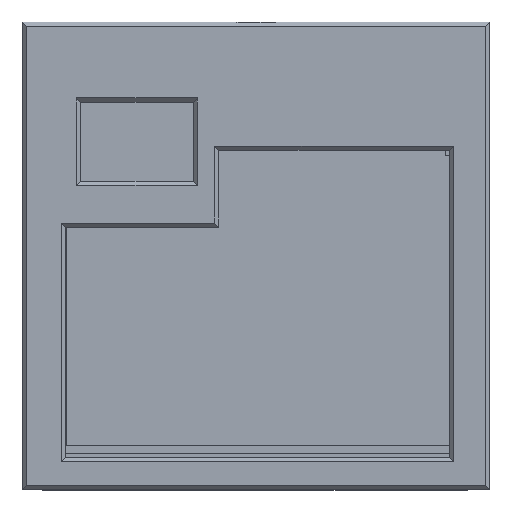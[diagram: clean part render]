
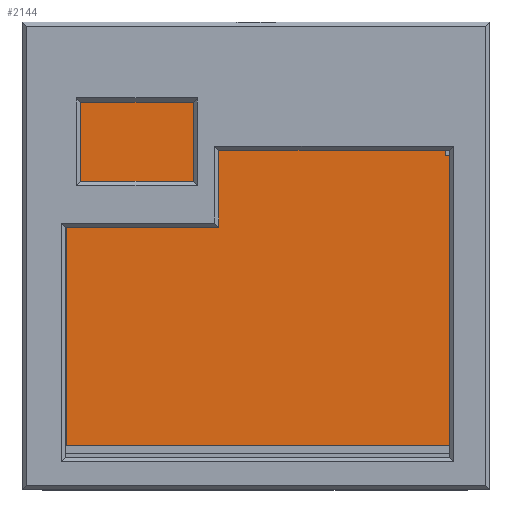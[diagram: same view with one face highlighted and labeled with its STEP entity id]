
A CAD part, top view. The second image highlights one B-rep face of the part: STEP entity #2144.
In plain terms, the highlighted planar face has unit normal (0, 0, 1).
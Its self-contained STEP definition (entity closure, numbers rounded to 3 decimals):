
#65=PLANE('',#2296);
#163=FACE_OUTER_BOUND('',#297,.T.);
#297=EDGE_LOOP('',(#1581,#1582,#1583,#1584,#1585,#1586,#1587,#1588,#1589,
#1590));
#457=LINE('',#3245,#694);
#458=LINE('',#3247,#695);
#459=LINE('',#3249,#696);
#460=LINE('',#3251,#697);
#461=LINE('',#3253,#698);
#462=LINE('',#3255,#699);
#463=LINE('',#3257,#700);
#464=LINE('',#3259,#701);
#465=LINE('',#3261,#702);
#466=LINE('',#3262,#703);
#694=VECTOR('',#2593,10.);
#695=VECTOR('',#2594,10.);
#696=VECTOR('',#2595,10.);
#697=VECTOR('',#2596,10.);
#698=VECTOR('',#2597,10.);
#699=VECTOR('',#2598,10.);
#700=VECTOR('',#2599,10.);
#701=VECTOR('',#2600,10.);
#702=VECTOR('',#2601,10.);
#703=VECTOR('',#2602,10.);
#1004=VERTEX_POINT('',#3243);
#1005=VERTEX_POINT('',#3244);
#1006=VERTEX_POINT('',#3246);
#1007=VERTEX_POINT('',#3248);
#1008=VERTEX_POINT('',#3250);
#1009=VERTEX_POINT('',#3252);
#1010=VERTEX_POINT('',#3254);
#1011=VERTEX_POINT('',#3256);
#1012=VERTEX_POINT('',#3258);
#1013=VERTEX_POINT('',#3260);
#1225=EDGE_CURVE('',#1004,#1005,#457,.T.);
#1226=EDGE_CURVE('',#1005,#1006,#458,.T.);
#1227=EDGE_CURVE('',#1006,#1007,#459,.T.);
#1228=EDGE_CURVE('',#1007,#1008,#460,.T.);
#1229=EDGE_CURVE('',#1008,#1009,#461,.T.);
#1230=EDGE_CURVE('',#1009,#1010,#462,.T.);
#1231=EDGE_CURVE('',#1010,#1011,#463,.T.);
#1232=EDGE_CURVE('',#1011,#1012,#464,.T.);
#1233=EDGE_CURVE('',#1012,#1013,#465,.T.);
#1234=EDGE_CURVE('',#1013,#1004,#466,.T.);
#1581=ORIENTED_EDGE('',*,*,#1225,.T.);
#1582=ORIENTED_EDGE('',*,*,#1226,.T.);
#1583=ORIENTED_EDGE('',*,*,#1227,.T.);
#1584=ORIENTED_EDGE('',*,*,#1228,.T.);
#1585=ORIENTED_EDGE('',*,*,#1229,.T.);
#1586=ORIENTED_EDGE('',*,*,#1230,.T.);
#1587=ORIENTED_EDGE('',*,*,#1231,.T.);
#1588=ORIENTED_EDGE('',*,*,#1232,.T.);
#1589=ORIENTED_EDGE('',*,*,#1233,.T.);
#1590=ORIENTED_EDGE('',*,*,#1234,.T.);
#2144=ADVANCED_FACE('',(#163),#65,.F.);
#2296=AXIS2_PLACEMENT_3D('',#3242,#2591,#2592);
#2591=DIRECTION('center_axis',(0.,0.,-1.));
#2592=DIRECTION('ref_axis',(1.,0.,0.));
#2593=DIRECTION('',(0.,1.,0.));
#2594=DIRECTION('',(-1.,0.,0.));
#2595=DIRECTION('',(0.,-1.,0.));
#2596=DIRECTION('',(-1.,0.,0.));
#2597=DIRECTION('',(0.,-1.,0.));
#2598=DIRECTION('',(1.,0.,0.));
#2599=DIRECTION('',(0.,1.,0.));
#2600=DIRECTION('',(-1.,0.,0.));
#2601=DIRECTION('',(0.,1.,0.));
#2602=DIRECTION('',(-1.,0.,0.));
#3242=CARTESIAN_POINT('Origin',(135.249,-95.561,-8.));
#3243=CARTESIAN_POINT('',(145.249,-48.561,-8.));
#3244=CARTESIAN_POINT('',(145.249,-45.561,-8.));
#3245=CARTESIAN_POINT('',(145.249,-45.561,-8.));
#3246=CARTESIAN_POINT('',(125.249,-45.561,-8.));
#3247=CARTESIAN_POINT('',(185.249,-45.561,-8.));
#3248=CARTESIAN_POINT('',(125.249,-48.561,-8.));
#3249=CARTESIAN_POINT('',(125.249,-45.561,-8.));
#3250=CARTESIAN_POINT('',(88.249,-48.561,-8.));
#3251=CARTESIAN_POINT('',(125.249,-48.561,-8.));
#3252=CARTESIAN_POINT('',(88.249,-142.561,-8.));
#3253=CARTESIAN_POINT('',(88.249,-145.561,-8.));
#3254=CARTESIAN_POINT('',(185.249,-142.561,-8.));
#3255=CARTESIAN_POINT('',(185.249,-142.561,-8.));
#3256=CARTESIAN_POINT('',(185.249,-70.561,-8.));
#3257=CARTESIAN_POINT('',(185.249,-145.561,-8.));
#3258=CARTESIAN_POINT('',(182.249,-70.561,-8.));
#3259=CARTESIAN_POINT('',(182.249,-70.561,-8.));
#3260=CARTESIAN_POINT('',(182.249,-48.561,-8.));
#3261=CARTESIAN_POINT('',(182.249,-45.561,-8.));
#3262=CARTESIAN_POINT('',(145.249,-48.561,-8.));
